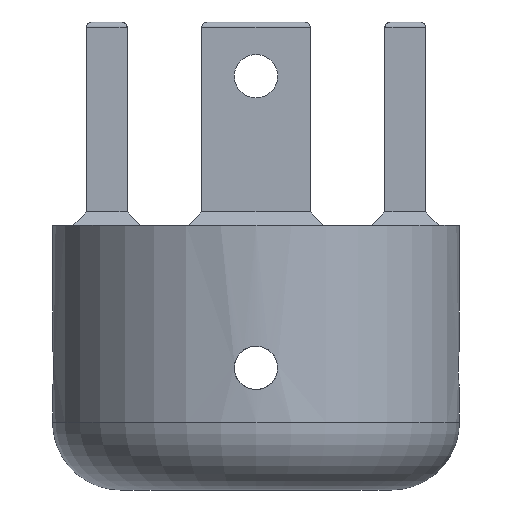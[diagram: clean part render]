
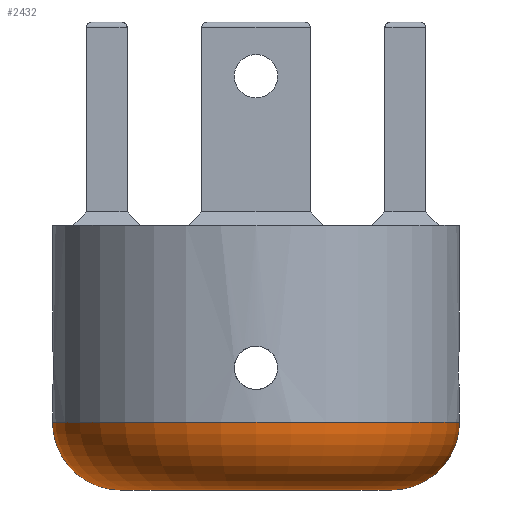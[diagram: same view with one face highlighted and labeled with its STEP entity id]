
A CAD part, front view. The second image highlights one B-rep face of the part: STEP entity #2432.
In plain terms, the highlighted toroidal (fillet/blend) face has major radius 10 mm and minor radius 5 mm.
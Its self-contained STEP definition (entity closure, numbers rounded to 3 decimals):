
#1142=CARTESIAN_POINT('',(-15.,0.,5.));
#1143=VERTEX_POINT('',#1142);
#1150=CARTESIAN_POINT('',(15.,-0.,5.));
#1151=VERTEX_POINT('',#1150);
#1152=CARTESIAN_POINT('',(0.,0.,5.));
#1153=DIRECTION('',(0.,0.,1.));
#1154=DIRECTION('',(1.,0.,-0.));
#1155=AXIS2_PLACEMENT_3D('',#1152,#1153,#1154);
#1156=CIRCLE('',#1155,15.);
#1157=EDGE_CURVE('',#1143,#1151,#1156,.T.);
#1159=CARTESIAN_POINT('',(0.,0.,5.));
#1160=DIRECTION('',(0.,0.,1.));
#1161=DIRECTION('',(1.,0.,-0.));
#1162=AXIS2_PLACEMENT_3D('',#1159,#1160,#1161);
#1163=CIRCLE('',#1162,15.);
#1164=EDGE_CURVE('',#1151,#1143,#1163,.T.);
#2318=CARTESIAN_POINT('',(10.,-0.,0.));
#2319=VERTEX_POINT('',#2318);
#2320=CARTESIAN_POINT('',(0.,0.,0.));
#2321=DIRECTION('',(-0.,-0.,-1.));
#2322=DIRECTION('',(1.,0.,-0.));
#2323=AXIS2_PLACEMENT_3D('',#2320,#2321,#2322);
#2324=CIRCLE('',#2323,10.);
#2325=EDGE_CURVE('',#2319,#2319,#2324,.T.);
#2414=CARTESIAN_POINT('',(0.,0.,5.));
#2415=DIRECTION('',(0.,0.,1.));
#2416=DIRECTION('',(1.,0.,-0.));
#2417=AXIS2_PLACEMENT_3D('',#2414,#2415,#2416);
#2418=TOROIDAL_SURFACE('',#2417,10.,5.);
#2419=CARTESIAN_POINT('',(10.,0.,5.));
#2420=DIRECTION('',(-0.,1.,-0.));
#2421=DIRECTION('',(1.,0.,0.));
#2422=AXIS2_PLACEMENT_3D('',#2419,#2420,#2421);
#2423=CIRCLE('',#2422,5.);
#2424=EDGE_CURVE('',#1151,#2319,#2423,.T.);
#2425=ORIENTED_EDGE('',*,*,#2424,.T.);
#2426=ORIENTED_EDGE('',*,*,#2325,.F.);
#2427=ORIENTED_EDGE('',*,*,#2424,.F.);
#2428=ORIENTED_EDGE('',*,*,#1157,.F.);
#2429=ORIENTED_EDGE('',*,*,#1164,.F.);
#2430=EDGE_LOOP('',(#2425,#2426,#2427,#2428,#2429));
#2431=FACE_BOUND('',#2430,.T.);
#2432=ADVANCED_FACE('',(#2431),#2418,.T.);
